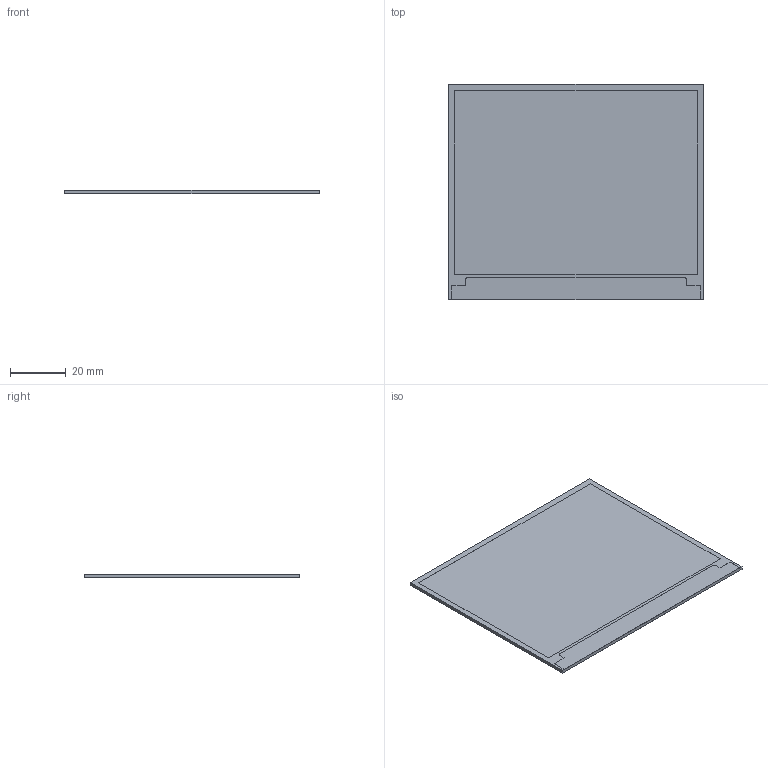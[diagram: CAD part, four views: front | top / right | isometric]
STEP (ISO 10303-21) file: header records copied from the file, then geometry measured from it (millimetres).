
FILE_DESCRIPTION(('FreeCAD Model'),'2;1');
FILE_NAME('4_2_inch_e_paper.step', '2019-09-28T19:45:13',('Author'),(''), 'Open CASCADE STEP processor 7.2','FreeCAD','Unknown');
FILE_SCHEMA(('AUTOMOTIVE_DESIGN { 1 0 10303 214 1 1 1 1 }'));
Length unit declared in the file: millimetre
Products named in the file (6): Extrude; Sketch; Extrude001; Extrude002; Extrude003; Extrude004
Bounding box: 91.1 x 77.1 x 1.21 mm (x, y, z)
Volume: 8356.5 mm3; surface area: 28122.1 mm2
Topology: 5 solids, 6 shells, 42 faces, 97 edges, 70 vertices
Faces by surface type: plane 40, cylinder 2
Entity records: 2570 total; most frequent: CARTESIAN_POINT 402, DIRECTION 379, LINE 281, VECTOR 281, ORIENTED_EDGE 192, PCURVE 190, DEFINITIONAL_REPRESENTATION 190, EDGE_CURVE 95
